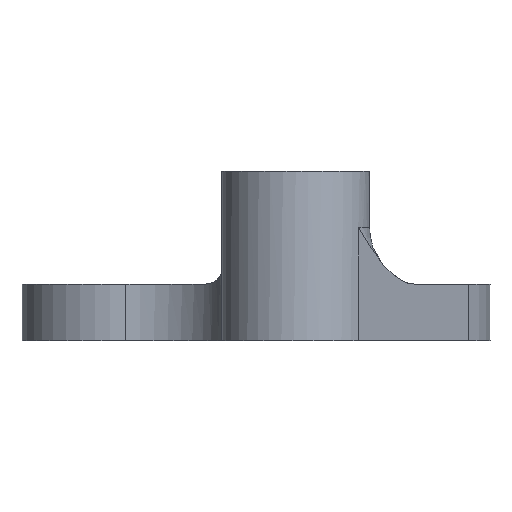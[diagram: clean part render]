
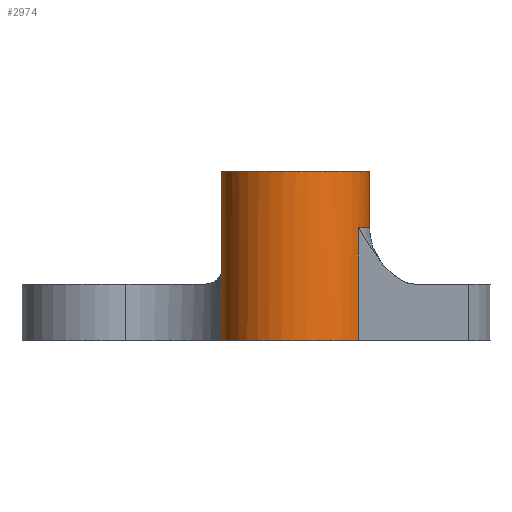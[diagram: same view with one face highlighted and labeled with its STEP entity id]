
A CAD part, front view. The second image highlights one B-rep face of the part: STEP entity #2974.
In plain terms, the highlighted cylindrical face has radius 10.5 mm (diameter 21 mm), a partial arc.
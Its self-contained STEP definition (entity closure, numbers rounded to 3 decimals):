
#139 = ORIENTED_EDGE ( 'NONE', *, *, #1283, .T. ) ;
#297 = DIRECTION ( 'NONE',  ( 0., 0., 1. ) ) ;
#320 = ORIENTED_EDGE ( 'NONE', *, *, #1042, .T. ) ;
#347 = LINE ( 'NONE', #2791, #1080 ) ;
#399 = VERTEX_POINT ( 'NONE', #2608 ) ;
#449 = DIRECTION ( 'NONE',  ( 0., 0., -1. ) ) ;
#482 = EDGE_CURVE ( 'NONE', #1704, #2436, #800, .T. ) ;
#518 = EDGE_CURVE ( 'NONE', #978, #2436, #2143, .T. ) ;
#665 = CIRCLE ( 'NONE', #1914, 10.5 ) ;
#699 = CARTESIAN_POINT ( 'NONE',  ( -24.658, -30.361, 24. ) ) ;
#709 = ORIENTED_EDGE ( 'NONE', *, *, #3078, .F. ) ;
#800 = CIRCLE ( 'NONE', #1705, 10.5 ) ;
#806 = DIRECTION ( 'NONE',  ( 0., 0., -1. ) ) ;
#910 = DIRECTION ( 'NONE',  ( -1., 0., 0. ) ) ;
#926 = CARTESIAN_POINT ( 'NONE',  ( -3.658, -30.361, 24. ) ) ;
#978 = VERTEX_POINT ( 'NONE', #926 ) ;
#979 = DIRECTION ( 'NONE',  ( 0., 0., -1. ) ) ;
#1042 = EDGE_CURVE ( 'NONE', #1786, #399, #347, .T. ) ;
#1080 = VECTOR ( 'NONE', #3349, 1000. ) ;
#1116 = DIRECTION ( 'NONE',  ( 0., 0., -1. ) ) ;
#1226 = ORIENTED_EDGE ( 'NONE', *, *, #1232, .F. ) ;
#1232 = EDGE_CURVE ( 'NONE', #1704, #1563, #1385, .T. ) ;
#1283 = EDGE_CURVE ( 'NONE', #978, #1786, #1599, .T. ) ;
#1385 = LINE ( 'NONE', #1927, #1990 ) ;
#1406 = FACE_OUTER_BOUND ( 'NONE', #3348, .T. ) ;
#1408 = CARTESIAN_POINT ( 'NONE',  ( -3.658, -30.361, 8. ) ) ;
#1542 = AXIS2_PLACEMENT_3D ( 'NONE', #3097, #2241, #2275 ) ;
#1563 = VERTEX_POINT ( 'NONE', #2426 ) ;
#1577 = AXIS2_PLACEMENT_3D ( 'NONE', #2214, #979, #910 ) ;
#1599 = CIRCLE ( 'NONE', #1542, 10.5 ) ;
#1704 = VERTEX_POINT ( 'NONE', #1996 ) ;
#1705 = AXIS2_PLACEMENT_3D ( 'NONE', #2966, #297, #1870 ) ;
#1786 = VERTEX_POINT ( 'NONE', #699 ) ;
#1810 = ORIENTED_EDGE ( 'NONE', *, *, #482, .T. ) ;
#1862 = CARTESIAN_POINT ( 'NONE',  ( -14.158, -30.361, 0. ) ) ;
#1870 = DIRECTION ( 'NONE',  ( 1., 0., 0. ) ) ;
#1914 = AXIS2_PLACEMENT_3D ( 'NONE', #1862, #449, #2663 ) ;
#1915 = ORIENTED_EDGE ( 'NONE', *, *, #518, .F. ) ;
#1927 = CARTESIAN_POINT ( 'NONE',  ( -5.25, -35.92, 8. ) ) ;
#1990 = VECTOR ( 'NONE', #1116, 1000. ) ;
#1996 = CARTESIAN_POINT ( 'NONE',  ( -5.25, -35.92, 16. ) ) ;
#2143 = LINE ( 'NONE', #1408, #2424 ) ;
#2214 = CARTESIAN_POINT ( 'NONE',  ( -14.158, -30.361, 8. ) ) ;
#2241 = DIRECTION ( 'NONE',  ( 0., 0., -1. ) ) ;
#2275 = DIRECTION ( 'NONE',  ( 1., 0., 0. ) ) ;
#2424 = VECTOR ( 'NONE', #806, 1000. ) ;
#2426 = CARTESIAN_POINT ( 'NONE',  ( -5.25, -35.92, 0. ) ) ;
#2436 = VERTEX_POINT ( 'NONE', #3315 ) ;
#2608 = CARTESIAN_POINT ( 'NONE',  ( -24.658, -30.361, 0. ) ) ;
#2663 = DIRECTION ( 'NONE',  ( 1., 0., 0. ) ) ;
#2791 = CARTESIAN_POINT ( 'NONE',  ( -24.658, -30.361, 8. ) ) ;
#2966 = CARTESIAN_POINT ( 'NONE',  ( -14.158, -30.361, 16. ) ) ;
#2974 = ADVANCED_FACE ( 'NONE', ( #1406 ), #3003, .T. ) ;
#3003 = CYLINDRICAL_SURFACE ( 'NONE', #1577, 10.5 ) ;
#3078 = EDGE_CURVE ( 'NONE', #1563, #399, #665, .T. ) ;
#3097 = CARTESIAN_POINT ( 'NONE',  ( -14.158, -30.361, 24. ) ) ;
#3315 = CARTESIAN_POINT ( 'NONE',  ( -3.658, -30.361, 16. ) ) ;
#3348 = EDGE_LOOP ( 'NONE', ( #1915, #139, #320, #709, #1226, #1810 ) ) ;
#3349 = DIRECTION ( 'NONE',  ( 0., 0., -1. ) ) ;
